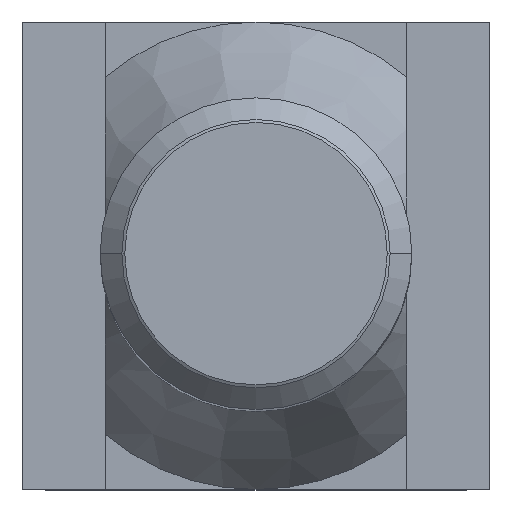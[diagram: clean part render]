
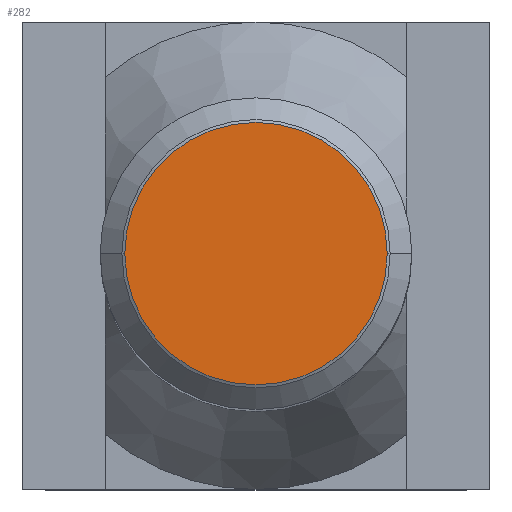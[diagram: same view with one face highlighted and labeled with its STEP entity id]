
A CAD part, top view. The second image highlights one B-rep face of the part: STEP entity #282.
In plain terms, the highlighted planar face has unit normal (0, 0, 1).
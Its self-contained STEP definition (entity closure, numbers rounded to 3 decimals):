
#282=ADVANCED_FACE('',(#554),#555,.T.);
#302=EDGE_CURVE('',#380,#326,#578,.T.);
#326=VERTEX_POINT('',#604);
#340=EDGE_CURVE('',#326,#380,#618,.T.);
#380=VERTEX_POINT('',#662);
#554=FACE_OUTER_BOUND('',#887,.T.);
#555=PLANE('',#888);
#578=CIRCLE('',#924,5.053);
#604=CARTESIAN_POINT('',(-5.053,0.,50.));
#618=CIRCLE('',#987,5.053);
#662=CARTESIAN_POINT('',(5.053,0.,50.0));
#887=EDGE_LOOP('',(#1248,#1249));
#888=AXIS2_PLACEMENT_3D('',#1250,#1251,#1252);
#924=AXIS2_PLACEMENT_3D('',#1280,#1281,#1282);
#987=AXIS2_PLACEMENT_3D('',#1315,#1316,#1317);
#1248=ORIENTED_EDGE('',*,*,#302,.T.);
#1249=ORIENTED_EDGE('',*,*,#340,.T.);
#1250=CARTESIAN_POINT('',(-2.55,0.,50.));
#1251=DIRECTION('',(0.0,0.0,1.0));
#1252=DIRECTION('',(-1.0,0.,0.0));
#1280=CARTESIAN_POINT('',(0.0,0.,50.));
#1281=DIRECTION('',(0.0,-0.0,1.0));
#1282=DIRECTION('',(1.0,0.,0.0));
#1315=CARTESIAN_POINT('',(0.0,0.,50.));
#1316=DIRECTION('',(0.0,-0.0,1.0));
#1317=DIRECTION('',(1.0,0.,0.0));
